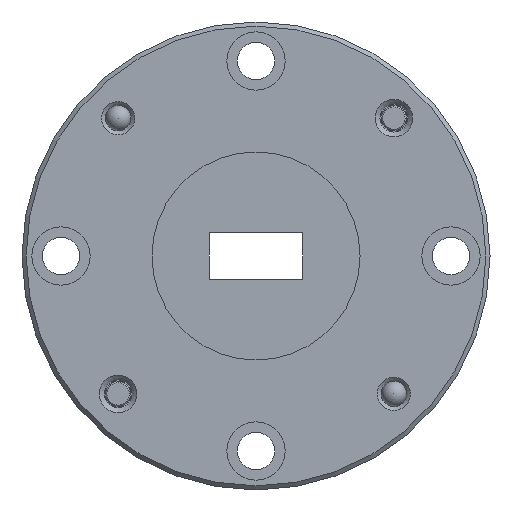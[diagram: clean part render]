
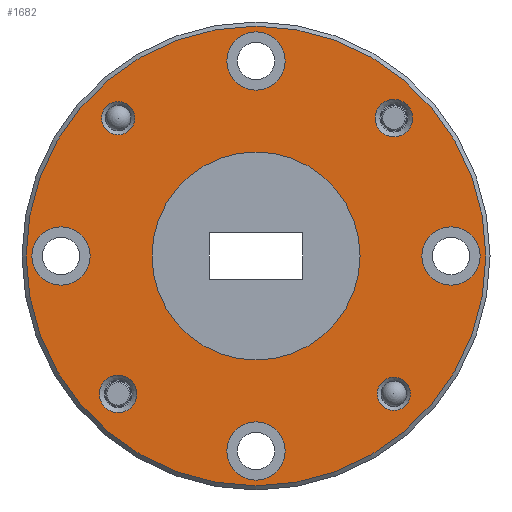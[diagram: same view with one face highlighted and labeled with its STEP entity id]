
A CAD part, front view. The second image highlights one B-rep face of the part: STEP entity #1682.
In plain terms, the highlighted planar face has unit normal (0, -1, 0).
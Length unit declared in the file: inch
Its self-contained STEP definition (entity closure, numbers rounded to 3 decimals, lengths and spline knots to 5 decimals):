
#97=FACE_BOUND('',#405,.T.);
#98=FACE_BOUND('',#406,.T.);
#99=FACE_BOUND('',#407,.T.);
#100=FACE_BOUND('',#408,.T.);
#101=FACE_BOUND('',#409,.T.);
#102=FACE_BOUND('',#410,.T.);
#103=FACE_BOUND('',#411,.T.);
#104=FACE_BOUND('',#412,.T.);
#105=FACE_BOUND('',#413,.T.);
#139=PLANE('',#1924);
#258=FACE_OUTER_BOUND('',#404,.T.);
#404=EDGE_LOOP('',(#1420));
#405=EDGE_LOOP('',(#1421));
#406=EDGE_LOOP('',(#1422));
#407=EDGE_LOOP('',(#1423));
#408=EDGE_LOOP('',(#1424));
#409=EDGE_LOOP('',(#1425));
#410=EDGE_LOOP('',(#1426));
#411=EDGE_LOOP('',(#1427));
#412=EDGE_LOOP('',(#1428));
#413=EDGE_LOOP('',(#1429));
#728=CIRCLE('',#1923,0.5525);
#729=CIRCLE('',#1925,0.25);
#730=CIRCLE('',#1926,0.07);
#731=CIRCLE('',#1927,0.07);
#732=CIRCLE('',#1928,0.07);
#733=CIRCLE('',#1929,0.07);
#734=CIRCLE('',#1930,0.045);
#735=CIRCLE('',#1931,0.045);
#736=CIRCLE('',#1932,0.04);
#737=CIRCLE('',#1933,0.04);
#874=VERTEX_POINT('',#2925);
#875=VERTEX_POINT('',#2929);
#876=VERTEX_POINT('',#2931);
#877=VERTEX_POINT('',#2933);
#878=VERTEX_POINT('',#2935);
#879=VERTEX_POINT('',#2937);
#880=VERTEX_POINT('',#2939);
#881=VERTEX_POINT('',#2941);
#882=VERTEX_POINT('',#2943);
#883=VERTEX_POINT('',#2945);
#1067=EDGE_CURVE('',#874,#874,#728,.T.);
#1068=EDGE_CURVE('',#875,#875,#729,.T.);
#1069=EDGE_CURVE('',#876,#876,#730,.T.);
#1070=EDGE_CURVE('',#877,#877,#731,.T.);
#1071=EDGE_CURVE('',#878,#878,#732,.T.);
#1072=EDGE_CURVE('',#879,#879,#733,.T.);
#1073=EDGE_CURVE('',#880,#880,#734,.T.);
#1074=EDGE_CURVE('',#881,#881,#735,.T.);
#1075=EDGE_CURVE('',#882,#882,#736,.T.);
#1076=EDGE_CURVE('',#883,#883,#737,.T.);
#1420=ORIENTED_EDGE('',*,*,#1067,.F.);
#1421=ORIENTED_EDGE('',*,*,#1068,.T.);
#1422=ORIENTED_EDGE('',*,*,#1069,.T.);
#1423=ORIENTED_EDGE('',*,*,#1070,.T.);
#1424=ORIENTED_EDGE('',*,*,#1071,.T.);
#1425=ORIENTED_EDGE('',*,*,#1072,.T.);
#1426=ORIENTED_EDGE('',*,*,#1073,.T.);
#1427=ORIENTED_EDGE('',*,*,#1074,.T.);
#1428=ORIENTED_EDGE('',*,*,#1075,.T.);
#1429=ORIENTED_EDGE('',*,*,#1076,.T.);
#1682=ADVANCED_FACE('',(#258,#97,#98,#99,#100,#101,#102,#103,#104,#105),
#139,.F.);
#1923=AXIS2_PLACEMENT_3D('',#2927,#2385,#2386);
#1924=AXIS2_PLACEMENT_3D('',#2928,#2387,#2388);
#1925=AXIS2_PLACEMENT_3D('',#2930,#2389,#2390);
#1926=AXIS2_PLACEMENT_3D('',#2932,#2391,#2392);
#1927=AXIS2_PLACEMENT_3D('',#2934,#2393,#2394);
#1928=AXIS2_PLACEMENT_3D('',#2936,#2395,#2396);
#1929=AXIS2_PLACEMENT_3D('',#2938,#2397,#2398);
#1930=AXIS2_PLACEMENT_3D('',#2940,#2399,#2400);
#1931=AXIS2_PLACEMENT_3D('',#2942,#2401,#2402);
#1932=AXIS2_PLACEMENT_3D('',#2944,#2403,#2404);
#1933=AXIS2_PLACEMENT_3D('',#2946,#2405,#2406);
#2385=DIRECTION('center_axis',(0.,1.,0.));
#2386=DIRECTION('ref_axis',(-1.,0.,0.));
#2387=DIRECTION('center_axis',(0.,1.,0.));
#2388=DIRECTION('ref_axis',(-1.,0.,0.));
#2389=DIRECTION('center_axis',(0.,1.,0.));
#2390=DIRECTION('ref_axis',(1.,0.,0.));
#2391=DIRECTION('center_axis',(0.,1.,0.));
#2392=DIRECTION('ref_axis',(0.,0.,-1.));
#2393=DIRECTION('center_axis',(0.,1.,0.));
#2394=DIRECTION('ref_axis',(0.,0.,-1.));
#2395=DIRECTION('center_axis',(0.,1.,0.));
#2396=DIRECTION('ref_axis',(0.,0.,-1.));
#2397=DIRECTION('center_axis',(0.,1.,0.));
#2398=DIRECTION('ref_axis',(0.,0.,-1.));
#2399=DIRECTION('center_axis',(0.,1.,0.));
#2400=DIRECTION('ref_axis',(0.,0.,-1.));
#2401=DIRECTION('center_axis',(0.,1.,0.));
#2402=DIRECTION('ref_axis',(0.,0.,-1.));
#2403=DIRECTION('center_axis',(0.,1.,0.));
#2404=DIRECTION('ref_axis',(0.,0.,-1.));
#2405=DIRECTION('center_axis',(0.,1.,0.));
#2406=DIRECTION('ref_axis',(0.,0.,-1.));
#2925=CARTESIAN_POINT('',(0.5525,0.,0.));
#2927=CARTESIAN_POINT('Origin',(0.,0.,0.));
#2928=CARTESIAN_POINT('Origin',(0.,0.,0.));
#2929=CARTESIAN_POINT('',(-0.25,0.,0.));
#2930=CARTESIAN_POINT('Origin',(0.,0.,0.));
#2931=CARTESIAN_POINT('',(-0.46875,0.,0.07));
#2932=CARTESIAN_POINT('Origin',(-0.46875,0.,0.));
#2933=CARTESIAN_POINT('',(0.46875,0.,0.07));
#2934=CARTESIAN_POINT('Origin',(0.46875,0.,0.));
#2935=CARTESIAN_POINT('',(0.,0.,0.53875));
#2936=CARTESIAN_POINT('Origin',(0.,0.,0.46875));
#2937=CARTESIAN_POINT('',(0.,0.,-0.39875));
#2938=CARTESIAN_POINT('Origin',(0.,0.,-0.46875));
#2939=CARTESIAN_POINT('',(-0.33146,0.,-0.28646));
#2940=CARTESIAN_POINT('Origin',(-0.33146,0.,-0.33146));
#2941=CARTESIAN_POINT('',(0.33146,0.,0.37646));
#2942=CARTESIAN_POINT('Origin',(0.33146,0.,0.33146));
#2943=CARTESIAN_POINT('',(0.33146,0.,-0.29146));
#2944=CARTESIAN_POINT('Origin',(0.33146,0.,-0.33146));
#2945=CARTESIAN_POINT('',(-0.33146,0.,0.37146));
#2946=CARTESIAN_POINT('Origin',(-0.33146,0.,0.33146));
